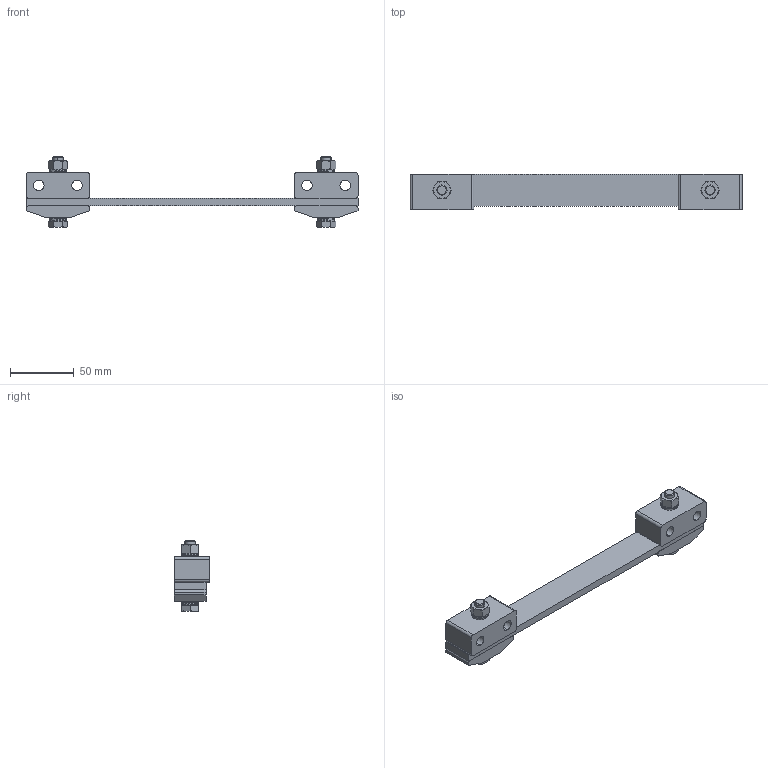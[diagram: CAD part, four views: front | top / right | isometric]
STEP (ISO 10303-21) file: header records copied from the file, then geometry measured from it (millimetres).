
FILE_DESCRIPTION (( 'STEP AP214' ), '1' );
FILE_NAME ('Blattfederkombination BE # 83315954.STEP', '2022-05-19T08:24:33', ( '' ), ( '' ), 'SwSTEP 2.0', 'SolidWorks 2015', '' );
FILE_SCHEMA (( 'AUTOMOTIVE_DESIGN' ));
Length unit declared in the file: millimetre
Products named in the file (1): Blattfederkombination BE # 83315954
Bounding box: 260 x 28 x 55.3 mm (x, y, z)
Volume: 112666.3 mm3; surface area: 44932.7 mm2
Topology: 13 solids, 13 shells, 660 faces, 1696 edges, 1064 vertices
Faces by surface type: plane 536, cylinder 72, cone 48, torus 4
Entity records: 19998 total; most frequent: CARTESIAN_POINT 4261, ORIENTED_EDGE 3392, DIRECTION 2990, EDGE_CURVE 1696, VECTOR 1292, LINE 1292, VERTEX_POINT 1064, AXIS2_PLACEMENT_3D 849
